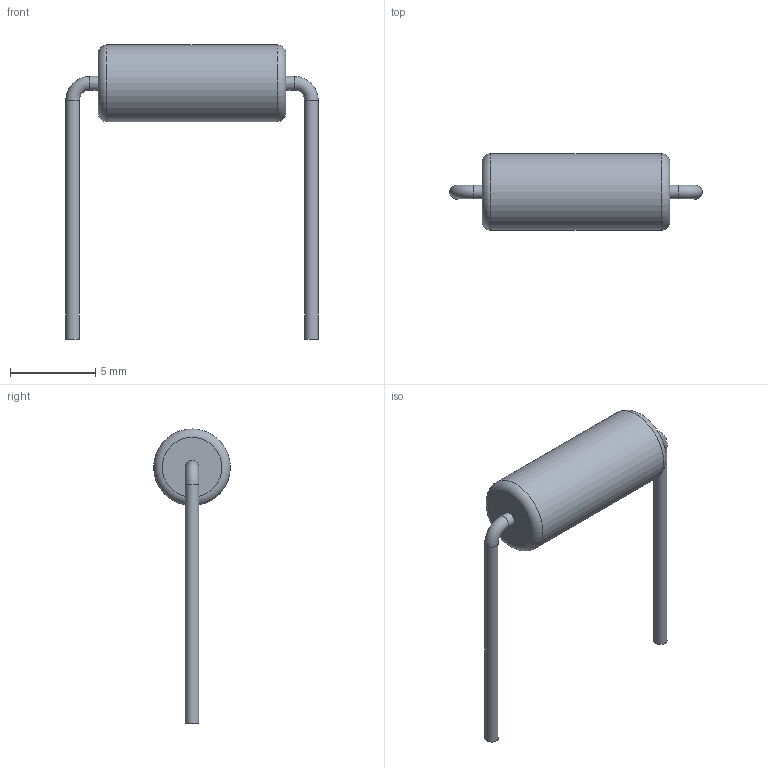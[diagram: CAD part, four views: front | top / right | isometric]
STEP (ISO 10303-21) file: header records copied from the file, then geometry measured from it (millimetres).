
FILE_DESCRIPTION(('STEP AP214'), '1');
FILE_NAME('C1_4_1', '2019-07-02T14:28:57', ('Michael'), (''), 'ASCON STEP Converter 1.3', 'ASCON Math Kernel', '');
FILE_SCHEMA(('AUTOMOTIVE_DESIGN { 1 0 10303 214 3 1 1}'));
Length unit declared in the file: millimetre
Bounding box: 14.8 x 4.5 x 17.25 mm (x, y, z)
Volume: 189.7 mm3; surface area: 261.8 mm2
Topology: 1 solids, 1 shells, 13 faces, 21 edges, 12 vertices
Faces by surface type: cylinder 5, plane 4, torus 4
Full cylindrical faces by diameter (mm): 0.8 x4, 4.5 x1
Entity records: 402 total; most frequent: DIRECTION 52, CARTESIAN_POINT 38, AXIS2_PLACEMENT_3D 26, EDGE_LOOP 24, ORIENTED_EDGE 24, FACE_OUTER_BOUND 18, COLOUR_RGB 14, FILL_AREA_STYLE_COLOUR 14
